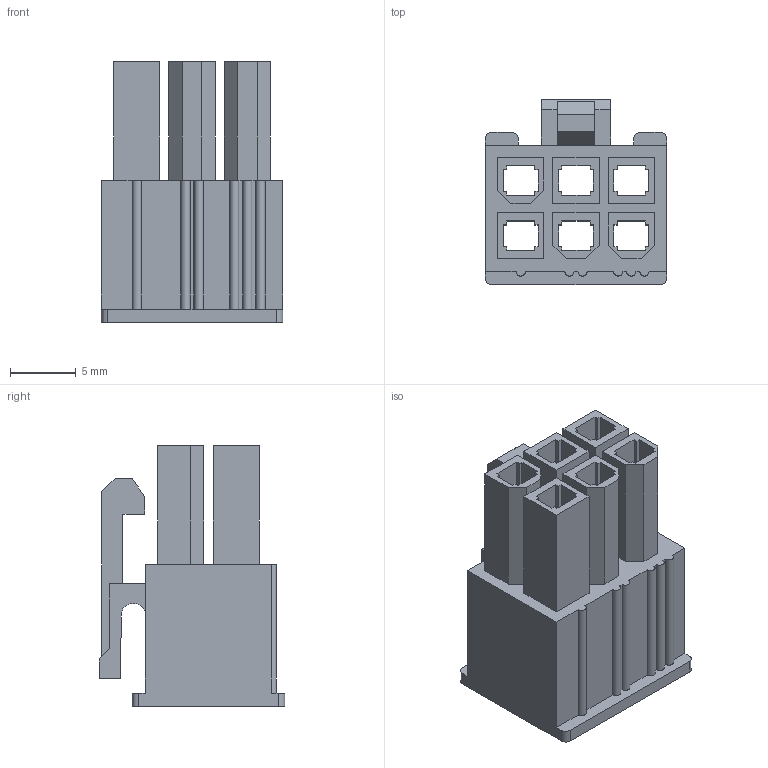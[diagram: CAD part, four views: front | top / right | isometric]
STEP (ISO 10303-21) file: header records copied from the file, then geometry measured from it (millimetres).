
FILE_DESCRIPTION((''),'2;1');
FILE_NAME('FHG42001-D06','2021-05-17T',('gongcheng6'),(''),'PRO/ENGINEER BY PARAMETRIC TECHNOLOGY CORPORATION, 2010280','PRO/ENGINEER BY PARAMETRIC TECHNOLOGY CORPORATION, 2010280','');
FILE_SCHEMA(('CONFIG_CONTROL_DESIGN'));
Length unit declared in the file: millimetre
Products named in the file (1): FHG42001-D06
Bounding box: 13.8 x 14.1 x 19.8 mm (x, y, z)
Volume: 1208.1 mm3; surface area: 3067.1 mm2
Topology: 1 solids, 1 shells, 198 faces, 548 edges, 364 vertices
Faces by surface type: plane 182, cylinder 16
Entity records: 6278 total; most frequent: CARTESIAN_POINT 1110, ORIENTED_EDGE 1096, DIRECTION 976, EDGE_CURVE 548, VECTOR 516, LINE 516, VERTEX_POINT 364, AXIS2_PLACEMENT_3D 230
